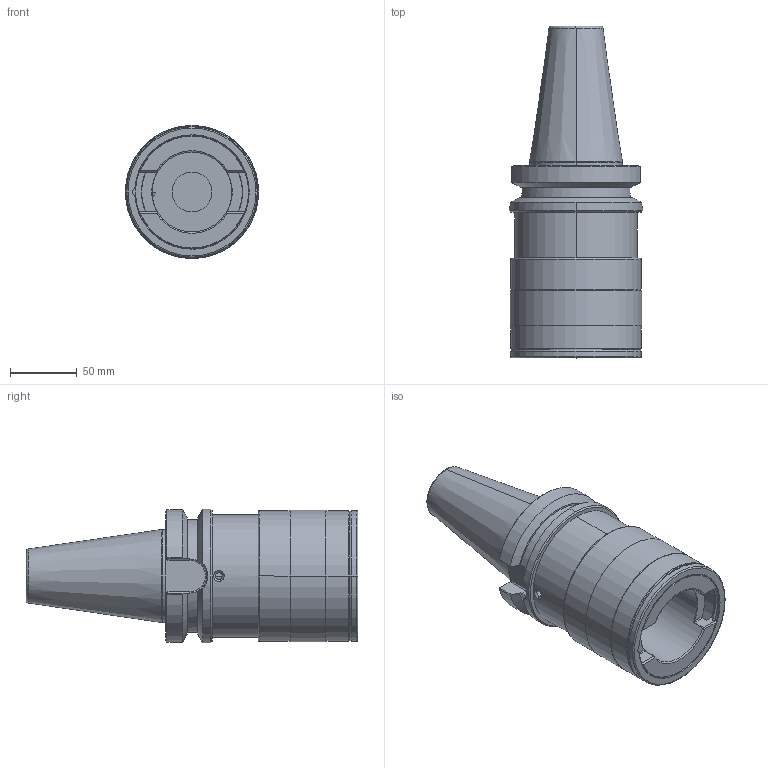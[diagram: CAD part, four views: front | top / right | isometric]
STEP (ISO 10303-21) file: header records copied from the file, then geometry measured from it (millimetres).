
FILE_DESCRIPTION((''),'2;1');
FILE_NAME('32900-50BT_SW0001','2016-04-04T',('040'),(''),'CREO PARAMETRIC BY PTC INC, 2015380','CREO PARAMETRIC BY PTC INC, 2015380','');
FILE_SCHEMA(('CONFIG_CONTROL_DESIGN'));
Length unit declared in the file: millimetre
Products named in the file (1): 32900-50BT_SW0001
Bounding box: 100 x 249.3 x 100 mm (x, y, z)
Volume: 872436.3 mm3; surface area: 161787 mm2
Topology: 1 solids, 3 shells, 297 faces, 760 edges, 463 vertices
Faces by surface type: cylinder 92, plane 82, cone 57, torus 39, sphere 15, bspline 12
Entity records: 12010 total; most frequent: CARTESIAN_POINT 4992, ORIENTED_EDGE 1496, DIRECTION 1431, EDGE_CURVE 748, AXIS2_PLACEMENT_3D 575, VERTEX_POINT 463, EDGE_LOOP 317, FACE_OUTER_BOUND 296
